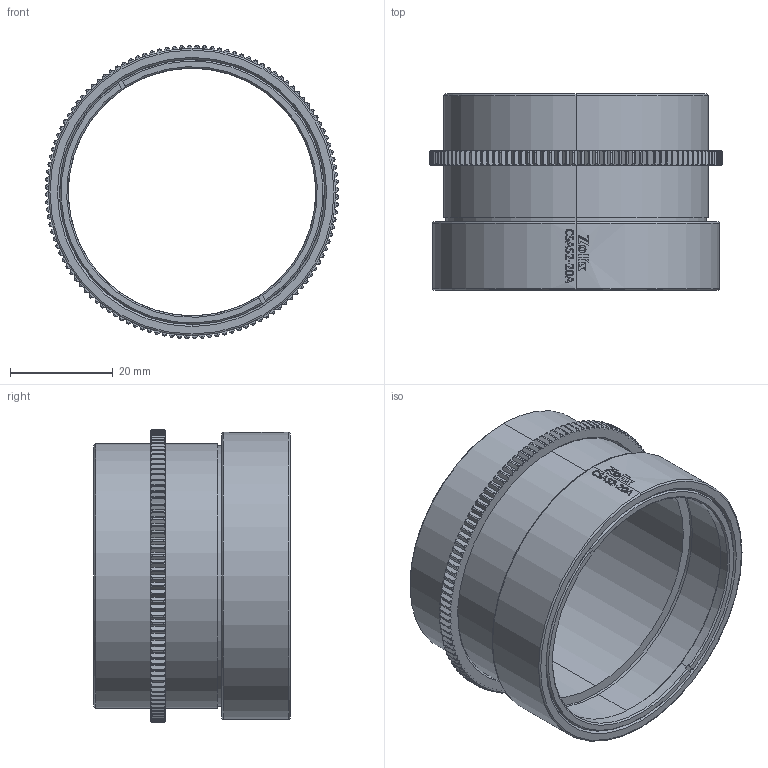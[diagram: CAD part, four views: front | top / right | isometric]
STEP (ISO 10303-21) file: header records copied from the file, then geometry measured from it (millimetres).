
FILE_DESCRIPTION (( 'STEP AP203' ), '1' );
FILE_NAME ('CSAS2-20A.STEP', '2025-09-03T01:03:24', ( '' ), ( '' ), 'SwSTEP 2.0', 'SolidWorks 2020', '' );
FILE_SCHEMA (( 'CONFIG_CONTROL_DESIGN' ));
Length unit declared in the file: millimetre
Products named in the file (1): CSAS2-20A
Bounding box: 57.2 x 38.3 x 57.2 mm (x, y, z)
Volume: 13394 mm3; surface area: 16788 mm2
Topology: 3 solids, 3 shells, 1223 faces, 3500 edges, 2326 vertices
Faces by surface type: plane 506, bspline 295, torus 246, cylinder 160, cone 16
Entity records: 57697 total; most frequent: CARTESIAN_POINT 28623, ORIENTED_EDGE 7000, DIRECTION 4583, EDGE_CURVE 3500, VERTEX_POINT 2326, VECTOR 1597, LINE 1597, AXIS2_PLACEMENT_3D 1493
